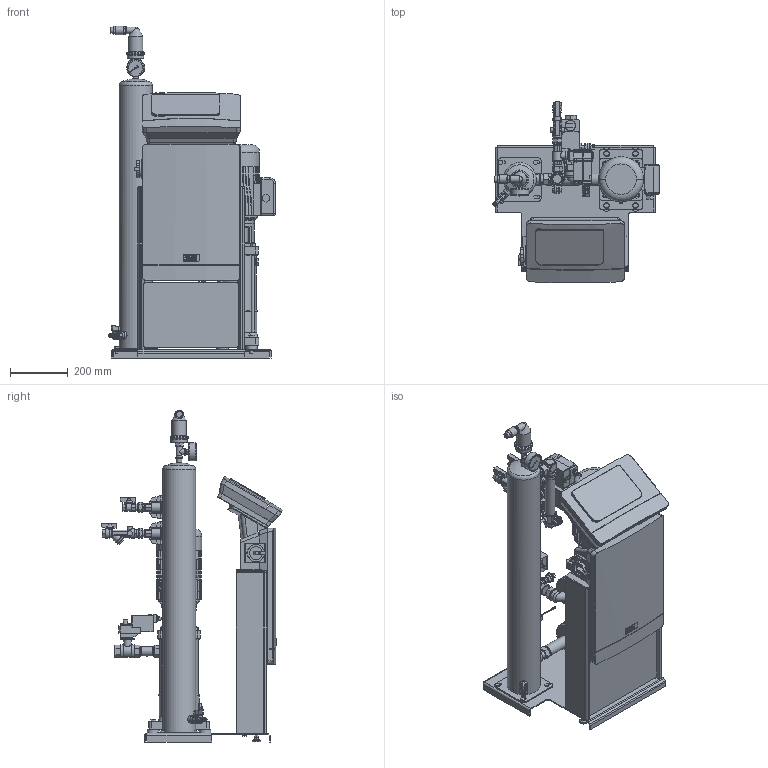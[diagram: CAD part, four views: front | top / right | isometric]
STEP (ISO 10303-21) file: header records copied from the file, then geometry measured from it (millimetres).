
FILE_DESCRIPTION(/* description */ (''),/* implementation_level */ '2;1');
FILE_NAME(/* name */ '3d_Reflex''Servitec75Touch''90°C-8832300.stp',/* time_stamp */ '2020-02-20T09:29:19+01:00',/* author */ ('Andrzej'),/* organization */ (''),/* preprocessor_version */ 'ST-DEVELOPER v16.13',/* originating_system */ 'AutoCAD Mechanical',/* authorisation */ '');
FILE_SCHEMA (('AUTOMOTIVE_DESIGN { 1 0 10303 214 3 1 1 }'));
Products named in the file (1): Product
Bounding box: 577.72 x 629.73 x 1150 mm (x, y, z)
Volume: 51394941 mm3; surface area: 4025082.5 mm2
Topology: 173 solids, 175 shells, 4948 faces, 12372 edges, 8167 vertices
Faces by surface type: plane 3682, cylinder 1059, torus 101, cone 86, bspline 13, sphere 7
Full cylindrical faces by diameter (mm): 1 x1, 1.5 x2, 2 x1, 4 x1, 5 x2, 5.095 x18, 5.4 x6, 5.5 x12, 6 x8, 6.2 x2, 6.4 x1, 8 x8, 8.3 x1, 8.5 x2, 8.612 x1, 9 x1, 10 x13, 10.5 x9, 11 x8, 11.2 x18, 11.5 x4, 11.63 x2, 12 x1, 13 x1, 13.5 x8, 14 x1, 14.63 x2, 15 x2, 16 x27, 16.02 x4
Entity records: 146794 total; most frequent: CARTESIAN_POINT 30086, ORIENTED_EDGE 23438, DIRECTION 23279, EDGE_CURVE 11719, LINE 9111, VECTOR 9111, VERTEX_POINT 8017, AXIS2_PLACEMENT_3D 7084
